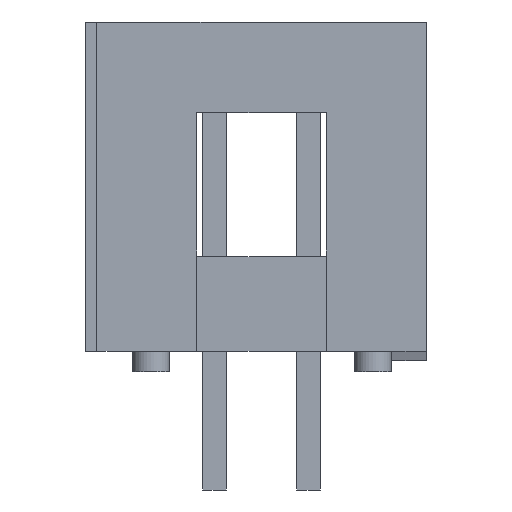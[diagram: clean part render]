
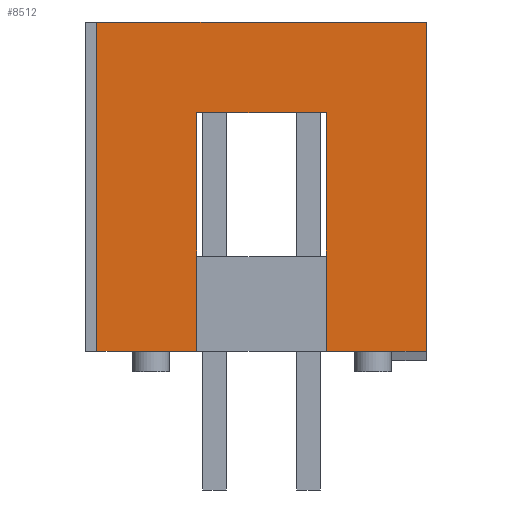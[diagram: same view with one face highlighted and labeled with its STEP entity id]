
A CAD part, left-side view. The second image highlights one B-rep face of the part: STEP entity #8512.
In plain terms, the highlighted planar face has unit normal (-1, 0, 0).
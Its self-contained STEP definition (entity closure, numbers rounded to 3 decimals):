
#7017=CARTESIAN_POINT('',(-16.51,-1.75,7.0));
#7018=VERTEX_POINT('',#7017);
#7025=CARTESIAN_POINT('',(-16.51,1.75,7.0));
#7026=VERTEX_POINT('',#7025);
#7027=CARTESIAN_POINT('',(-16.51,0.,7.0));
#7028=DIRECTION('',(0.0,-1.0,0.0));
#7029=VECTOR('',#7028,1.0);
#7030=LINE('',#7027,#7029);
#7031=EDGE_CURVE('n� 1000',#7026,#7018,#7030,.T.);
#7055=CARTESIAN_POINT('',(-16.51,-1.75,0.55));
#7056=VERTEX_POINT('',#7055);
#7063=CARTESIAN_POINT('',(-16.51,-1.75,5.0));
#7064=DIRECTION('',(-0.0,0.0,-1.0));
#7065=VECTOR('',#7064,1.0);
#7066=LINE('',#7063,#7065);
#7067=EDGE_CURVE('n� 999',#7018,#7056,#7066,.T.);
#7079=CARTESIAN_POINT('',(-16.51,1.75,0.55));
#7080=VERTEX_POINT('',#7079);
#7081=CARTESIAN_POINT('',(-16.51,1.75,5.0));
#7082=DIRECTION('',(-0.0,0.,1.0));
#7083=VECTOR('',#7082,1.0);
#7084=LINE('',#7081,#7083);
#7085=EDGE_CURVE('n� 993',#7080,#7026,#7084,.T.);
#7673=CARTESIAN_POINT('',(-16.51,4.45,9.45));
#7674=VERTEX_POINT('',#7673);
#7681=CARTESIAN_POINT('',(-16.51,-4.45,9.45));
#7682=VERTEX_POINT('',#7681);
#7683=CARTESIAN_POINT('',(-16.51,0.,9.45));
#7684=DIRECTION('',(0.0,1.0,0.0));
#7685=VECTOR('',#7684,1.0);
#7686=LINE('',#7683,#7685);
#7687=EDGE_CURVE('n� 996',#7682,#7674,#7686,.T.);
#8439=CARTESIAN_POINT('',(-16.51,-4.45,0.55));
#8440=VERTEX_POINT('',#8439);
#8441=CARTESIAN_POINT('',(-16.51,-4.45,5.0));
#8442=DIRECTION('',(0.0,-0.0,1.0));
#8443=VECTOR('',#8442,1.0);
#8444=LINE('',#8441,#8443);
#8445=EDGE_CURVE('n� 997',#8440,#7682,#8444,.T.);
#8480=CARTESIAN_POINT('',(-16.51,4.45,0.55));
#8481=VERTEX_POINT('',#8480);
#8482=CARTESIAN_POINT('',(-16.51,0.15,0.55));
#8483=DIRECTION('',(0.0,1.0,0.0));
#8484=VECTOR('',#8483,1.0);
#8485=LINE('',#8482,#8484);
#8486=EDGE_CURVE('n� 113',#7080,#8481,#8485,.T.);
#8487=ORIENTED_EDGE('',*,*,#8486,.F.);
#8488=ORIENTED_EDGE('',*,*,#7085,.T.);
#8489=ORIENTED_EDGE('',*,*,#7031,.T.);
#8490=ORIENTED_EDGE('',*,*,#7067,.T.);
#8491=CARTESIAN_POINT('',(-16.51,0.15,0.55));
#8492=DIRECTION('',(0.0,1.0,-0.0));
#8493=VECTOR('',#8492,1.0);
#8494=LINE('',#8491,#8493);
#8495=EDGE_CURVE('n� 117',#8440,#7056,#8494,.T.);
#8496=ORIENTED_EDGE('',*,*,#8495,.F.);
#8497=ORIENTED_EDGE('',*,*,#8445,.T.);
#8498=ORIENTED_EDGE('',*,*,#7687,.T.);
#8499=CARTESIAN_POINT('',(-16.51,4.45,5.0));
#8500=DIRECTION('',(0.0,0.0,1.0));
#8501=VECTOR('',#8500,1.0);
#8502=LINE('',#8499,#8501);
#8503=EDGE_CURVE('n� 974',#8481,#7674,#8502,.T.);
#8504=ORIENTED_EDGE('',*,*,#8503,.F.);
#8505=EDGE_LOOP('',(#8487,#8488,#8489,#8490,#8496,#8497,#8498,#8504));
#8506=FACE_OUTER_BOUND('',#8505,.T.);
#8507=CARTESIAN_POINT('',(-16.51,4.45,0.55));
#8508=DIRECTION('',(-1.0,0.0,0.0));
#8509=DIRECTION('',(0.0,-1.0,0.0));
#8510=AXIS2_PLACEMENT_3D('',#8507,#8508,#8509);
#8511=PLANE('',#8510);
#8512=ADVANCED_FACE('n� 990',(#8506),#8511,.T.);
